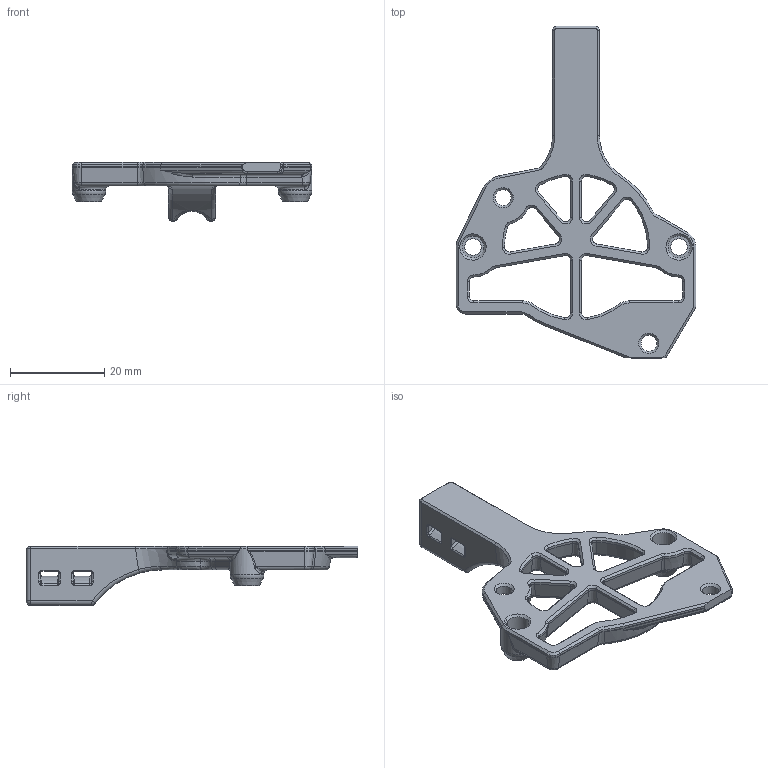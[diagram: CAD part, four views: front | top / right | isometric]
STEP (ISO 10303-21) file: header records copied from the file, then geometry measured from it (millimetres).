
FILE_DESCRIPTION(/* description */ ('STEP AP242','CAx-IF Rec.Pracs.---Representation and Presentation of Product Manufacturing Information (PMI)---4.0---2014-10-13','CAx-IF Rec.Pracs.---3D Tessellated Geometry---0.4---2014-09-14','2;1'),/* implementation_level */ '2;1');
FILE_NAME(/* name */ '637890f4861867522faf0aec',/* time_stamp */ '2022-11-19T08:16:52+00:00',/* author */ (''),/* organization */ (''),/* preprocessor_version */ 'ST-DEVELOPER v18.102',/* originating_system */ ' ',/* authorisation */ ' ');
FILE_SCHEMA (('AP242_MANAGED_MODEL_BASED_3D_ENGINEERING_MIM_LF { 1 0 10303 442 1 1 4 }'));
Length unit declared in the file: metre
Products named in the file (1): Canbus-LGX_Lite_Mirrored
Bounding box: 51 x 70.6 x 12.55 mm (x, y, z)
Volume: 6296.8 mm3; surface area: 5262.6 mm2
Topology: 1 solids, 1 shells, 450 faces, 1035 edges, 576 vertices
Faces by surface type: cylinder 120, plane 97, cone 96, torus 71, bspline 63, sphere 3
Full cylindrical faces by diameter (mm): 3.4 x2, 3.5 x2, 4.7 x2, 7.159 x2
Entity records: 13872 total; most frequent: CARTESIAN_POINT 4053, DIRECTION 2113, ORIENTED_EDGE 2006, EDGE_CURVE 1003, AXIS2_PLACEMENT_3D 854, VERTEX_POINT 570, EDGE_LOOP 489, FACE_BOUND 489
